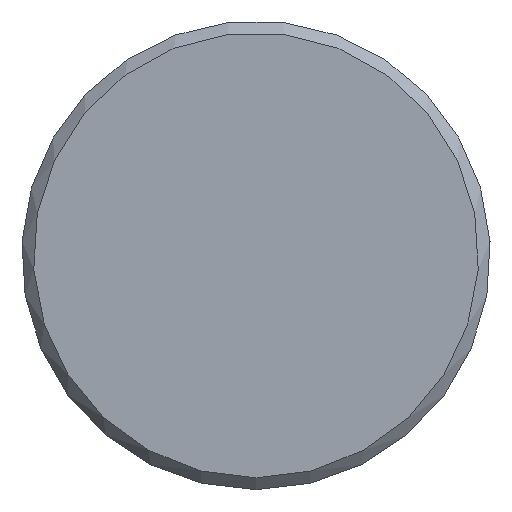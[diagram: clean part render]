
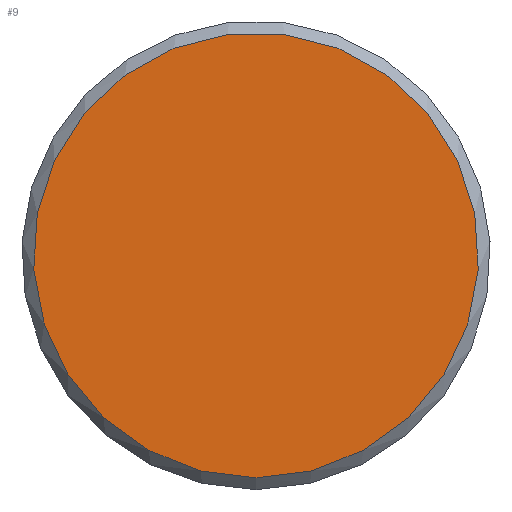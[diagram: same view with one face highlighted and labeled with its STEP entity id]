
A CAD part, left-side view. The second image highlights one B-rep face of the part: STEP entity #9.
In plain terms, the highlighted planar face has unit normal (-1, 0, 0).
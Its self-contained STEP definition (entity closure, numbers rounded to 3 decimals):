
#9 = ADVANCED_FACE ( 'NONE', ( #36 ), #175, .F. ) ;
#14 = CIRCLE ( 'NONE', #96, 9.5 ) ;
#19 = EDGE_LOOP ( 'NONE', ( #39 ) ) ;
#36 = FACE_OUTER_BOUND ( 'NONE', #19, .T. ) ;
#39 = ORIENTED_EDGE ( 'NONE', *, *, #107, .T. ) ;
#96 = AXIS2_PLACEMENT_3D ( 'NONE', #121, #138, #142 ) ;
#100 = AXIS2_PLACEMENT_3D ( 'NONE', #143, #134, #163 ) ;
#107 = EDGE_CURVE ( 'NONE', #173, #173, #14, .T. ) ;
#121 = CARTESIAN_POINT ( 'NONE',  ( -3000., 0., 0. ) ) ;
#134 = DIRECTION ( 'NONE',  ( 1., 0., 0. ) ) ;
#138 = DIRECTION ( 'NONE',  ( -1., 0., 0. ) ) ;
#139 = CARTESIAN_POINT ( 'NONE',  ( -3000., 0., -9.5 ) ) ;
#142 = DIRECTION ( 'NONE',  ( 0., 0., -1. ) ) ;
#143 = CARTESIAN_POINT ( 'NONE',  ( -3000., 0., 0. ) ) ;
#163 = DIRECTION ( 'NONE',  ( 0., 0., -1. ) ) ;
#173 = VERTEX_POINT ( 'NONE', #139 ) ;
#175 = PLANE ( 'NONE',  #100 ) ;
